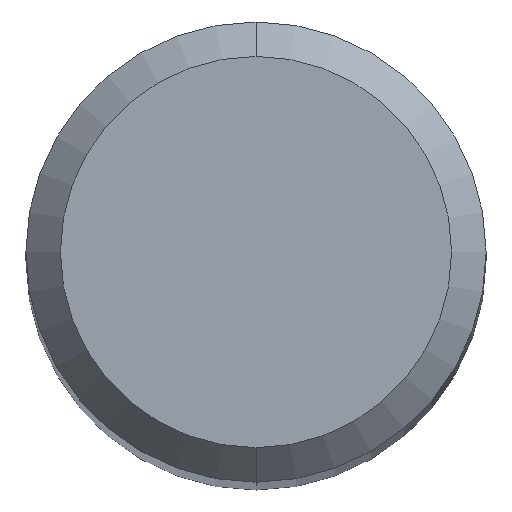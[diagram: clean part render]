
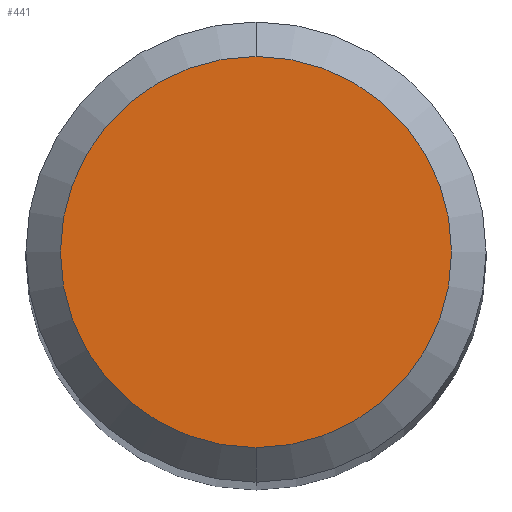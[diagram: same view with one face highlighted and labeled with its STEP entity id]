
A CAD part, top view. The second image highlights one B-rep face of the part: STEP entity #441.
In plain terms, the highlighted planar face has unit normal (0, 0, 1).
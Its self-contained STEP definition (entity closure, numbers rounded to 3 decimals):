
#407=EDGE_CURVE('',#829,#825,#1074,.T.);
#441=ADVANCED_FACE('',(#1112),#1113,.T.);
#595=EDGE_CURVE('',#825,#829,#1281,.T.);
#825=VERTEX_POINT('',#1536);
#829=VERTEX_POINT('',#1540);
#1074=CIRCLE('',#1902,1.7);
#1112=FACE_OUTER_BOUND('',#2027,.T.);
#1113=PLANE('',#2028);
#1281=CIRCLE('',#2556,1.7);
#1536=CARTESIAN_POINT('',(0.,-1.7,0.0));
#1540=CARTESIAN_POINT('',(0.0,1.7,0.0));
#1902=AXIS2_PLACEMENT_3D('',#4214,#4215,#4216);
#2027=EDGE_LOOP('',(#4268,#4269));
#2028=AXIS2_PLACEMENT_3D('',#4270,#4271,#4272);
#2556=AXIS2_PLACEMENT_3D('',#4461,#4462,#4463);
#4214=CARTESIAN_POINT('',(0.0,0.0,0.0));
#4215=DIRECTION('',(0.0,0.0,-1.0));
#4216=DIRECTION('',(0.0,1.0,0.0));
#4268=ORIENTED_EDGE('',*,*,#407,.F.);
#4269=ORIENTED_EDGE('',*,*,#595,.F.);
#4270=CARTESIAN_POINT('',(0.0,0.85,0.0));
#4271=DIRECTION('',(-0.0,0.0,1.0));
#4272=DIRECTION('',(0.0,-1.0,0.0));
#4461=CARTESIAN_POINT('',(0.0,0.0,0.0));
#4462=DIRECTION('',(0.0,0.0,-1.0));
#4463=DIRECTION('',(0.0,1.0,0.0));
